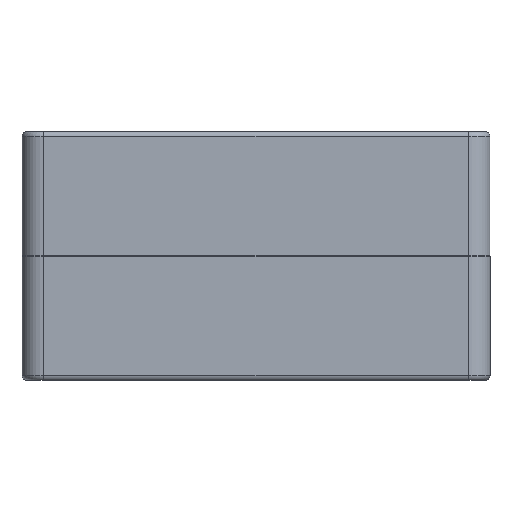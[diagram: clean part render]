
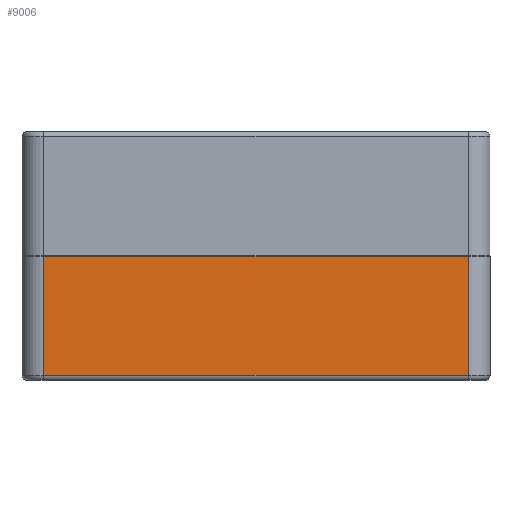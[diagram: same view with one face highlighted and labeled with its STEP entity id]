
A CAD part, front view. The second image highlights one B-rep face of the part: STEP entity #9006.
In plain terms, the highlighted planar face has unit normal (0, -1, 0).
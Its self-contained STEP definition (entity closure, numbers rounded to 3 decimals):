
#654 = VECTOR ( 'NONE', #24171, 1000. ) ;
#1837 = LINE ( 'NONE', #5183, #654 ) ;
#2519 = VERTEX_POINT ( 'NONE', #37621 ) ;
#3368 = AXIS2_PLACEMENT_3D ( 'NONE', #36757, #14008, #5036 ) ;
#4620 = PLANE ( 'NONE',  #3368 ) ;
#5036 = DIRECTION ( 'NONE',  ( -1., 0., 0. ) ) ;
#5183 = CARTESIAN_POINT ( 'NONE',  ( 39.25, -45., 23. ) ) ;
#6099 = VECTOR ( 'NONE', #32813, 1000. ) ;
#7144 = CARTESIAN_POINT ( 'NONE',  ( -39.25, -45., 23. ) ) ;
#8305 = EDGE_CURVE ( 'NONE', #31938, #2519, #1837, .T. ) ;
#9006 = ADVANCED_FACE ( 'NONE', ( #26740 ), #4620, .F. ) ;
#9824 = ORIENTED_EDGE ( 'NONE', *, *, #13755, .T. ) ;
#10122 = LINE ( 'NONE', #29522, #23134 ) ;
#10778 = EDGE_CURVE ( 'NONE', #20372, #2519, #32506, .T. ) ;
#12190 = EDGE_CURVE ( 'NONE', #38252, #31938, #10122, .T. ) ;
#12818 = ORIENTED_EDGE ( 'NONE', *, *, #10778, .T. ) ;
#13755 = EDGE_CURVE ( 'NONE', #38252, #20372, #16543, .T. ) ;
#14008 = DIRECTION ( 'NONE',  ( 0., 1., 0. ) ) ;
#16543 = LINE ( 'NONE', #7144, #6099 ) ;
#16645 = CARTESIAN_POINT ( 'NONE',  ( 0., -45., 1. ) ) ;
#20372 = VERTEX_POINT ( 'NONE', #25384 ) ;
#22845 = DIRECTION ( 'NONE',  ( 1., 0., 0. ) ) ;
#23134 = VECTOR ( 'NONE', #22845, 1000. ) ;
#24171 = DIRECTION ( 'NONE',  ( 0., 0., -1. ) ) ;
#24308 = ORIENTED_EDGE ( 'NONE', *, *, #12190, .F. ) ;
#25384 = CARTESIAN_POINT ( 'NONE',  ( -39.25, -45., 1. ) ) ;
#25835 = EDGE_LOOP ( 'NONE', ( #9824, #12818, #37246, #24308 ) ) ;
#26740 = FACE_OUTER_BOUND ( 'NONE', #25835, .T. ) ;
#26809 = VECTOR ( 'NONE', #29382, 1000. ) ;
#29382 = DIRECTION ( 'NONE',  ( 1., 0., 0. ) ) ;
#29522 = CARTESIAN_POINT ( 'NONE',  ( 0., -45., 23. ) ) ;
#31938 = VERTEX_POINT ( 'NONE', #40532 ) ;
#32506 = LINE ( 'NONE', #16645, #26809 ) ;
#32813 = DIRECTION ( 'NONE',  ( 0., 0., -1. ) ) ;
#36757 = CARTESIAN_POINT ( 'NONE',  ( 0., -45., 23. ) ) ;
#37110 = CARTESIAN_POINT ( 'NONE',  ( -39.25, -45., 23. ) ) ;
#37246 = ORIENTED_EDGE ( 'NONE', *, *, #8305, .F. ) ;
#37621 = CARTESIAN_POINT ( 'NONE',  ( 39.25, -45., 1. ) ) ;
#38252 = VERTEX_POINT ( 'NONE', #37110 ) ;
#40532 = CARTESIAN_POINT ( 'NONE',  ( 39.25, -45., 23. ) ) ;
